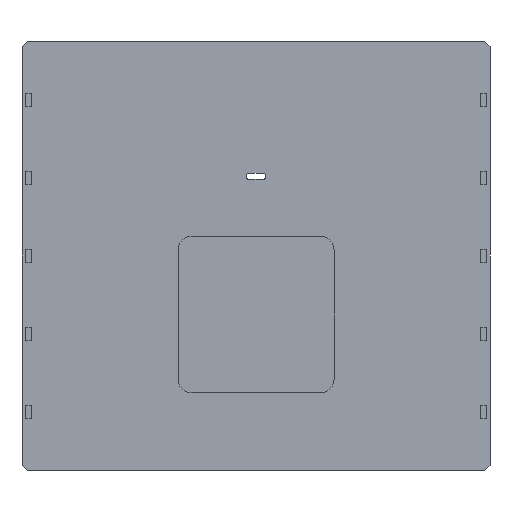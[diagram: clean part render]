
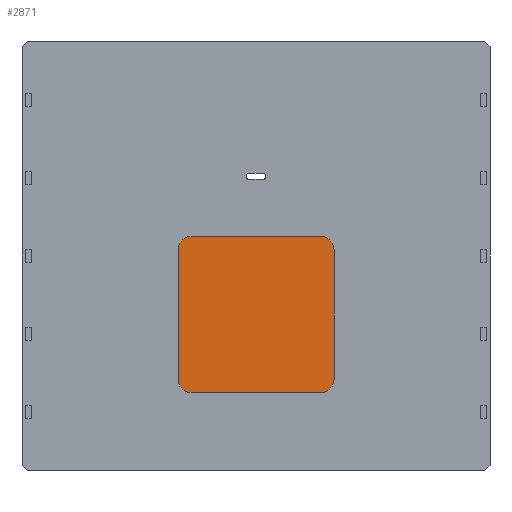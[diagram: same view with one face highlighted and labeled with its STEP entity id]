
A CAD part, front view. The second image highlights one B-rep face of the part: STEP entity #2871.
In plain terms, the highlighted planar face has unit normal (0, -1, 0).
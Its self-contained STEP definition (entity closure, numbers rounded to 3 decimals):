
#2 = DIRECTION ( 'NONE',  ( 0., 0., -1. ) ) ;
#26 = ORIENTED_EDGE ( 'NONE', *, *, #2585, .T. ) ;
#93 = EDGE_LOOP ( 'NONE', ( #2222, #1537, #1673, #26, #2829, #990, #1937, #260 ) ) ;
#99 = VERTEX_POINT ( 'NONE', #2462 ) ;
#100 = CIRCLE ( 'NONE', #343, 5. ) ;
#106 = CARTESIAN_POINT ( 'NONE',  ( -25., 5., 2.5 ) ) ;
#113 = CARTESIAN_POINT ( 'NONE',  ( -30., 5., -52.5 ) ) ;
#117 = VECTOR ( 'NONE', #1563, 1000. ) ;
#150 = CARTESIAN_POINT ( 'NONE',  ( -30., 5., -47.5 ) ) ;
#154 = CARTESIAN_POINT ( 'NONE',  ( 30., 5., -52.5 ) ) ;
#180 = EDGE_CURVE ( 'NONE', #2126, #687, #100, .T. ) ;
#209 = PLANE ( 'NONE',  #1774 ) ;
#260 = ORIENTED_EDGE ( 'NONE', *, *, #999, .T. ) ;
#274 = EDGE_CURVE ( 'NONE', #687, #1388, #1962, .T. ) ;
#318 = EDGE_CURVE ( 'NONE', #1460, #2243, #2556, .T. ) ;
#343 = AXIS2_PLACEMENT_3D ( 'NONE', #106, #2912, #1244 ) ;
#370 = CARTESIAN_POINT ( 'NONE',  ( -25., 5., -52.5 ) ) ;
#560 = CARTESIAN_POINT ( 'NONE',  ( -30., 5., 2.5 ) ) ;
#684 = CARTESIAN_POINT ( 'NONE',  ( 0., 5., 0. ) ) ;
#687 = VERTEX_POINT ( 'NONE', #560 ) ;
#760 = CIRCLE ( 'NONE', #2654, 5. ) ;
#764 = EDGE_CURVE ( 'NONE', #1933, #2665, #1202, .T. ) ;
#766 = DIRECTION ( 'NONE',  ( 0., 0., -1. ) ) ;
#852 = DIRECTION ( 'NONE',  ( 0., -1., 0. ) ) ;
#854 = CARTESIAN_POINT ( 'NONE',  ( -25., 5., -47.5 ) ) ;
#913 = VECTOR ( 'NONE', #2919, 1000. ) ;
#990 = ORIENTED_EDGE ( 'NONE', *, *, #2053, .T. ) ;
#999 = EDGE_CURVE ( 'NONE', #2243, #99, #2341, .T. ) ;
#1073 = CARTESIAN_POINT ( 'NONE',  ( 30., 5., -47.5 ) ) ;
#1076 = AXIS2_PLACEMENT_3D ( 'NONE', #1087, #852, #2730 ) ;
#1087 = CARTESIAN_POINT ( 'NONE',  ( 25., 5., 2.5 ) ) ;
#1100 = DIRECTION ( 'NONE',  ( 0., 0., -1. ) ) ;
#1142 = CARTESIAN_POINT ( 'NONE',  ( 30., 5., 7.5 ) ) ;
#1181 = DIRECTION ( 'NONE',  ( 0., -1., 0. ) ) ;
#1188 = CARTESIAN_POINT ( 'NONE',  ( -25., 5., 7.5 ) ) ;
#1202 = LINE ( 'NONE', #1693, #1675 ) ;
#1244 = DIRECTION ( 'NONE',  ( 0., 0., -1. ) ) ;
#1339 = DIRECTION ( 'NONE',  ( 0., -1., 0. ) ) ;
#1388 = VERTEX_POINT ( 'NONE', #150 ) ;
#1408 = LINE ( 'NONE', #1142, #117 ) ;
#1451 = CIRCLE ( 'NONE', #2421, 5. ) ;
#1457 = DIRECTION ( 'NONE',  ( 0., -1., 0. ) ) ;
#1460 = VERTEX_POINT ( 'NONE', #1073 ) ;
#1537 = ORIENTED_EDGE ( 'NONE', *, *, #180, .T. ) ;
#1563 = DIRECTION ( 'NONE',  ( -1., 0., 0. ) ) ;
#1638 = FACE_OUTER_BOUND ( 'NONE', #93, .T. ) ;
#1673 = ORIENTED_EDGE ( 'NONE', *, *, #274, .T. ) ;
#1675 = VECTOR ( 'NONE', #1721, 1000. ) ;
#1693 = CARTESIAN_POINT ( 'NONE',  ( 30., 5., -52.5 ) ) ;
#1721 = DIRECTION ( 'NONE',  ( 1., 0., 0. ) ) ;
#1774 = AXIS2_PLACEMENT_3D ( 'NONE', #684, #1339, #2 ) ;
#1933 = VERTEX_POINT ( 'NONE', #370 ) ;
#1937 = ORIENTED_EDGE ( 'NONE', *, *, #318, .T. ) ;
#1962 = LINE ( 'NONE', #113, #2404 ) ;
#2053 = EDGE_CURVE ( 'NONE', #2665, #1460, #760, .T. ) ;
#2126 = VERTEX_POINT ( 'NONE', #1188 ) ;
#2156 = DIRECTION ( 'NONE',  ( 0., 0., -1. ) ) ;
#2222 = ORIENTED_EDGE ( 'NONE', *, *, #2769, .T. ) ;
#2243 = VERTEX_POINT ( 'NONE', #2509 ) ;
#2341 = CIRCLE ( 'NONE', #1076, 5. ) ;
#2404 = VECTOR ( 'NONE', #1100, 1000. ) ;
#2421 = AXIS2_PLACEMENT_3D ( 'NONE', #854, #1457, #2156 ) ;
#2462 = CARTESIAN_POINT ( 'NONE',  ( 25., 5., 7.5 ) ) ;
#2509 = CARTESIAN_POINT ( 'NONE',  ( 30., 5., 2.5 ) ) ;
#2556 = LINE ( 'NONE', #154, #913 ) ;
#2585 = EDGE_CURVE ( 'NONE', #1388, #1933, #1451, .T. ) ;
#2654 = AXIS2_PLACEMENT_3D ( 'NONE', #2836, #1181, #766 ) ;
#2665 = VERTEX_POINT ( 'NONE', #2682 ) ;
#2682 = CARTESIAN_POINT ( 'NONE',  ( 25., 5., -52.5 ) ) ;
#2730 = DIRECTION ( 'NONE',  ( 0., 0., -1. ) ) ;
#2769 = EDGE_CURVE ( 'NONE', #99, #2126, #1408, .T. ) ;
#2829 = ORIENTED_EDGE ( 'NONE', *, *, #764, .T. ) ;
#2836 = CARTESIAN_POINT ( 'NONE',  ( 25., 5., -47.5 ) ) ;
#2871 = ADVANCED_FACE ( 'NONE', ( #1638 ), #209, .T. ) ;
#2912 = DIRECTION ( 'NONE',  ( 0., -1., 0. ) ) ;
#2919 = DIRECTION ( 'NONE',  ( 0., 0., 1. ) ) ;
